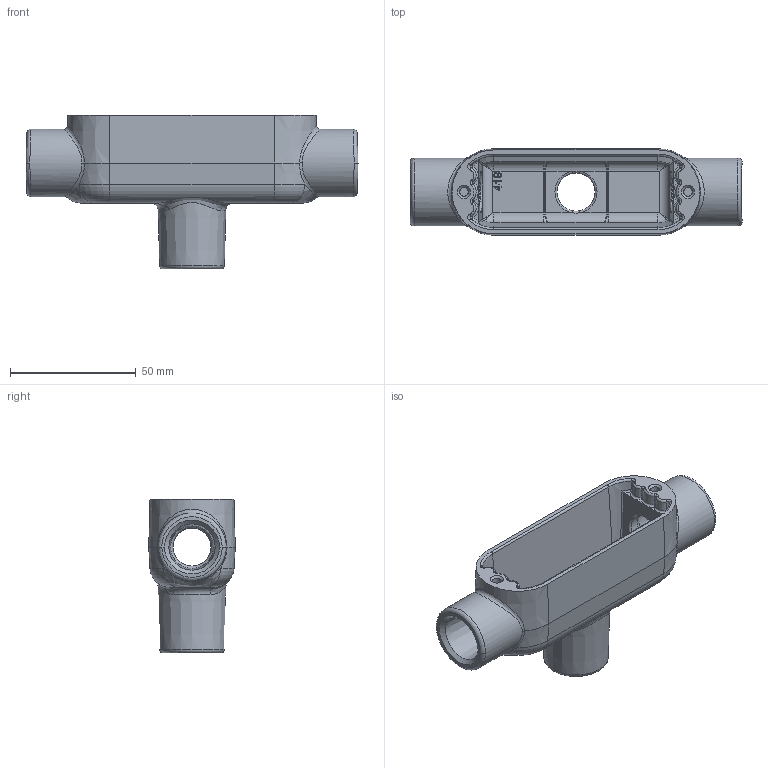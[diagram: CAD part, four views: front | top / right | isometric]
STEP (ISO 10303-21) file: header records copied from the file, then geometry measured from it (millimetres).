
FILE_DESCRIPTION(/* description */ ('OTB-1'),/* implementation_level */ '2;1');
FILE_NAME(/* name */ 'KIL_OTB-1.stp',/* time_stamp */ '2019-12-18T20:14:07+06:00',/* author */ ('mashraf'),/* organization */ (''),/* preprocessor_version */ 'ST-DEVELOPER v16.13',/* originating_system */ 'Autodesk Inventor 2018',/* authorisation */ '');
FILE_SCHEMA (('AUTOMOTIVE_DESIGN { 1 0 10303 214 3 1 1 }'));
Length unit declared in the file: inch
Products named in the file (1): 13791-1
Bounding box: 131.76 x 34.32 x 61.11 mm (x, y, z)
Volume: 54394.1 mm3; surface area: 27757.3 mm2
Topology: 1 solids, 1 shells, 211 faces, 523 edges, 294 vertices
Faces by surface type: plane 60, bspline 59, torus 36, cone 27, cylinder 21, sphere 8
Full cylindrical faces by diameter (mm): 15.113 x3, 26.975 x2
Entity records: 11274 total; most frequent: CARTESIAN_POINT 6811, ORIENTED_EDGE 936, DIRECTION 887, EDGE_CURVE 468, AXIS2_PLACEMENT_3D 370, VERTEX_POINT 283, EDGE_LOOP 241, FACE_OUTER_BOUND 211
